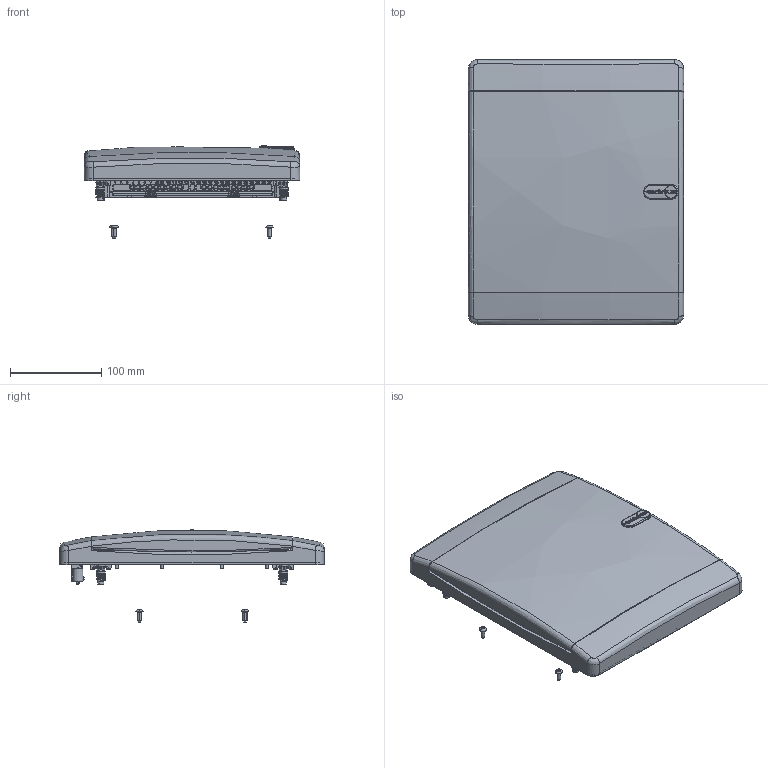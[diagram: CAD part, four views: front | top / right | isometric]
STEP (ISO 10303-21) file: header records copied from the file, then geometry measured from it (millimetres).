
FILE_DESCRIPTION (( 'STEP AP214' ), '1' );
FILE_NAME ('Áîêñ 18Â.STEP', '2023-09-12T09:15:52', ( '' ), ( '' ), 'SwSTEP 2.0', 'SolidWorks 2022', '' );
FILE_SCHEMA (( 'AUTOMOTIVE_DESIGN' ));
Length unit declared in the file: millimetre
Products named in the file (16): TKFR.735381.005 Крышка СР 40-18_Текфор; Основание Г-обр. держателя 9 мод_уклоны; Крышка Г-обр. держателя 9 мод.; Микрик_Закрыт; Шина нулевая KSN-1-3-6x9-09 без винтов; TKFR.305342.005 Дверца в сборе черная СK 40-18_-02; Винт М4х8; TKFR.735211.005 Дверца 18 IP41c прозрачная черная_-02; Саморез 3х16; Бокс 18В; Перо PUSH_Прозрачное черное; TKFR.301261.004 Крышка CP 40-18; Винт CP40_без рисок; Саморез 3,9-10 тупой; TKFR.735316.010 Корпус 18B IP41c; TKFR.685523.007 Шина нулевая KSN-1-3-6x9-09 БИ
Assembly tree (31 placements, depth 3):
  Бокс 18В
    TKFR.735316.010 Корпус 18B IP41c
    TKFR.301261.004 Крышка CP 40-18
      TKFR.735381.005 Крышка СР 40-18_Текфор
      Микрик_Закрыт
    Винт CP40_без рисок  x4
    Саморез 3,9-10 тупой  x4
    Основание Г-обр. держателя 9 мод_уклоны
    Крышка Г-обр. держателя 9 мод.
    TKFR.685523.007 Шина нулевая KSN-1-3-6x9-09 БИ  x2
      Шина нулевая KSN-1-3-6x9-09 без винтов
      Винт М4х8
    Саморез 3х16  x2
    TKFR.305342.005 Дверца в сборе черная СK 40-18_-02
      TKFR.735211.005 Дверца 18 IP41c прозрачная черная_-02
      Перо PUSH_Прозрачное черное
Bounding box: 236 x 290 x 101.01 mm (x, y, z)
Volume: 335412.2 mm3; surface area: 368614.2 mm2
Topology: 36 solids, 36 shells, 5168 faces, 14130 edges, 9124 vertices
Faces by surface type: plane 2846, cylinder 885, bspline 757, cone 441, torus 197, sphere 42
Entity records: 273931 total; most frequent: CARTESIAN_POINT 107289, ORIENTED_EDGE 37614, DIRECTION 28140, EDGE_CURVE 18807, VERTEX_POINT 12131, LINE 11666, VECTOR 11666, AXIS2_PLACEMENT_3D 8237
